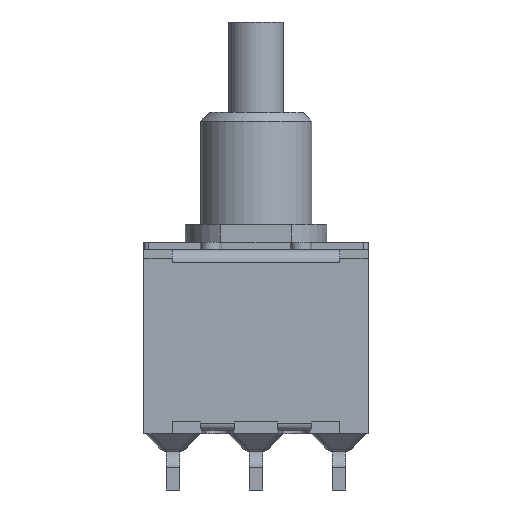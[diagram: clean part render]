
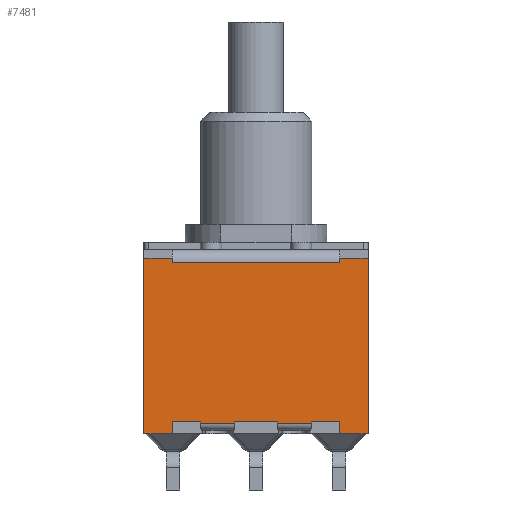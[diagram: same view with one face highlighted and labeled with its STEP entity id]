
A CAD part, front view. The second image highlights one B-rep face of the part: STEP entity #7481.
In plain terms, the highlighted planar face has unit normal (0, -1, 0).
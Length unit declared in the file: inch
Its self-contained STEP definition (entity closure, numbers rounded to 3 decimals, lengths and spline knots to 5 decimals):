
#3033=CARTESIAN_POINT('',(0.25,-0.13504,0.0));
#3034=VERTEX_POINT('',#3033);
#3041=CARTESIAN_POINT('',(0.18701,-0.13504,0.0));
#3042=VERTEX_POINT('',#3041);
#3043=CARTESIAN_POINT('',(0.25,-0.13504,0.0));
#3044=DIRECTION('',(-1.0,0.0,0.0));
#3045=VECTOR('',#3044,0.06299);
#3046=LINE('',#3043,#3045);
#3047=EDGE_CURVE('',#3034,#3042,#3046,.T.);
#3217=CARTESIAN_POINT('',(-0.18701,-0.13504,0.0));
#3218=VERTEX_POINT('',#3217);
#3225=CARTESIAN_POINT('',(-0.25,-0.13504,0.0));
#3226=VERTEX_POINT('',#3225);
#3227=CARTESIAN_POINT('',(-0.18701,-0.13504,0.0));
#3228=DIRECTION('',(-1.0,0.0,0.0));
#3229=VECTOR('',#3228,0.06299);
#3230=LINE('',#3227,#3229);
#3231=EDGE_CURVE('',#3218,#3226,#3230,.T.);
#4188=CARTESIAN_POINT('',(-0.04702,-0.13504,0.02756));
#4189=VERTEX_POINT('',#4188);
#4196=CARTESIAN_POINT('',(-0.04702,-0.13504,0.02323));
#4197=VERTEX_POINT('',#4196);
#4198=CARTESIAN_POINT('',(-0.04702,-0.13504,0.02323));
#4199=DIRECTION('',(0.0,0.0,1.0));
#4200=VECTOR('',#4199,0.00433);
#4201=LINE('',#4198,#4200);
#4202=EDGE_CURVE('',#4197,#4189,#4201,.T.);
#4245=CARTESIAN_POINT('',(0.04702,-0.13504,0.02323));
#4246=VERTEX_POINT('',#4245);
#4254=CARTESIAN_POINT('',(0.04702,-0.13504,0.02756));
#4255=VERTEX_POINT('',#4254);
#4256=CARTESIAN_POINT('',(0.04702,-0.13504,0.02756));
#4257=DIRECTION('',(0.0,0.0,-1.0));
#4258=VECTOR('',#4257,0.00433);
#4259=LINE('',#4256,#4258);
#4260=EDGE_CURVE('',#4255,#4246,#4259,.T.);
#6309=CARTESIAN_POINT('',(-0.12424,-0.13504,0.02323));
#6310=VERTEX_POINT('',#6309);
#6327=CARTESIAN_POINT('',(-0.04702,-0.13504,0.02323));
#6328=DIRECTION('',(-1.0,0.0,0.0));
#6329=VECTOR('',#6328,0.07721);
#6330=LINE('',#6327,#6329);
#6331=EDGE_CURVE('',#4197,#6310,#6330,.T.);
#6392=CARTESIAN_POINT('',(-0.12424,-0.13504,0.02756));
#6393=VERTEX_POINT('',#6392);
#6394=CARTESIAN_POINT('',(-0.12424,-0.13504,0.02756));
#6395=DIRECTION('',(0.0,0.0,-1.0));
#6396=VECTOR('',#6395,0.00433);
#6397=LINE('',#6394,#6396);
#6398=EDGE_CURVE('',#6393,#6310,#6397,.T.);
#6521=CARTESIAN_POINT('',(0.12424,-0.13504,0.02323));
#6522=VERTEX_POINT('',#6521);
#6530=CARTESIAN_POINT('',(0.12424,-0.13504,0.02323));
#6531=DIRECTION('',(-1.0,0.0,0.0));
#6532=VECTOR('',#6531,0.07721);
#6533=LINE('',#6530,#6532);
#6534=EDGE_CURVE('',#6522,#4246,#6533,.T.);
#6602=CARTESIAN_POINT('',(0.18701,-0.13504,0.02756));
#6603=VERTEX_POINT('',#6602);
#6610=CARTESIAN_POINT('',(0.12424,-0.13504,0.02756));
#6611=VERTEX_POINT('',#6610);
#6612=CARTESIAN_POINT('',(0.12424,-0.13504,0.02756));
#6613=DIRECTION('',(1.0,0.0,0.0));
#6614=VECTOR('',#6613,0.06277);
#6615=LINE('',#6612,#6614);
#6616=EDGE_CURVE('',#6611,#6603,#6615,.T.);
#6641=CARTESIAN_POINT('',(-0.18701,-0.13504,0.02756));
#6642=VERTEX_POINT('',#6641);
#6643=CARTESIAN_POINT('',(-0.18701,-0.13504,0.02756));
#6644=DIRECTION('',(1.0,0.0,0.0));
#6645=VECTOR('',#6644,0.06277);
#6646=LINE('',#6643,#6645);
#6647=EDGE_CURVE('',#6642,#6393,#6646,.T.);
#6670=CARTESIAN_POINT('',(-0.04702,-0.13504,0.02756));
#6671=DIRECTION('',(1.0,0.0,0.0));
#6672=VECTOR('',#6671,0.09405);
#6673=LINE('',#6670,#6672);
#6674=EDGE_CURVE('',#4189,#4255,#6673,.T.);
#6776=CARTESIAN_POINT('',(0.12424,-0.13504,0.02323));
#6777=DIRECTION('',(0.0,0.0,1.0));
#6778=VECTOR('',#6777,0.00433);
#6779=LINE('',#6776,#6778);
#6780=EDGE_CURVE('',#6522,#6611,#6779,.T.);
#6804=CARTESIAN_POINT('',(0.18701,-0.13504,0.38071));
#6805=VERTEX_POINT('',#6804);
#6816=CARTESIAN_POINT('',(-0.18701,-0.13504,0.38071));
#6817=VERTEX_POINT('',#6816);
#6825=CARTESIAN_POINT('',(-0.18701,-0.13504,0.38071));
#6826=DIRECTION('',(1.0,0.0,0.0));
#6827=VECTOR('',#6826,0.37402);
#6828=LINE('',#6825,#6827);
#6829=EDGE_CURVE('',#6817,#6805,#6828,.T.);
#7062=CARTESIAN_POINT('',(0.18701,-0.13504,0.39055));
#7063=VERTEX_POINT('',#7062);
#7070=CARTESIAN_POINT('',(0.25,-0.13504,0.39055));
#7071=VERTEX_POINT('',#7070);
#7072=CARTESIAN_POINT('',(0.25,-0.13504,0.39055));
#7073=DIRECTION('',(-1.0,0.0,0.0));
#7074=VECTOR('',#7073,0.06299);
#7075=LINE('',#7072,#7074);
#7076=EDGE_CURVE('',#7071,#7063,#7075,.T.);
#7118=CARTESIAN_POINT('',(-0.25,-0.13504,0.39055));
#7119=VERTEX_POINT('',#7118);
#7126=CARTESIAN_POINT('',(-0.18701,-0.13504,0.39055));
#7127=VERTEX_POINT('',#7126);
#7128=CARTESIAN_POINT('',(-0.18701,-0.13504,0.39055));
#7129=DIRECTION('',(-1.0,0.0,0.0));
#7130=VECTOR('',#7129,0.06299);
#7131=LINE('',#7128,#7130);
#7132=EDGE_CURVE('',#7127,#7119,#7131,.T.);
#7172=CARTESIAN_POINT('',(-0.18701,-0.13504,0.0));
#7173=DIRECTION('',(0.0,0.0,1.0));
#7174=VECTOR('',#7173,0.02756);
#7175=LINE('',#7172,#7174);
#7176=EDGE_CURVE('',#3218,#6642,#7175,.T.);
#7201=CARTESIAN_POINT('',(0.18701,-0.13504,0.0));
#7202=DIRECTION('',(0.0,0.0,1.0));
#7203=VECTOR('',#7202,0.02756);
#7204=LINE('',#7201,#7203);
#7205=EDGE_CURVE('',#3042,#6603,#7204,.T.);
#7216=CARTESIAN_POINT('',(0.18701,-0.13504,0.38071));
#7217=DIRECTION('',(0.0,0.0,1.0));
#7218=VECTOR('',#7217,0.00984);
#7219=LINE('',#7216,#7218);
#7220=EDGE_CURVE('',#6805,#7063,#7219,.T.);
#7435=CARTESIAN_POINT('',(-0.18701,-0.13504,0.38071));
#7436=DIRECTION('',(0.0,0.0,1.0));
#7437=VECTOR('',#7436,0.00984);
#7438=LINE('',#7435,#7437);
#7439=EDGE_CURVE('',#6817,#7127,#7438,.T.);
#7444=CARTESIAN_POINT('',(0.275,-0.13504,-0.01953));
#7445=DIRECTION('',(0.0,-1.0,0.0));
#7446=DIRECTION('',(0.0,0.0,-1.0));
#7447=AXIS2_PLACEMENT_3D('',#7444,#7445,#7446);
#7448=PLANE('',#7447);
#7449=ORIENTED_EDGE('',*,*,#7132,.T.);
#7450=CARTESIAN_POINT('',(-0.25,-0.13504,0.0));
#7451=DIRECTION('',(0.0,0.0,1.0));
#7452=VECTOR('',#7451,0.39055);
#7453=LINE('',#7450,#7452);
#7454=EDGE_CURVE('',#3226,#7119,#7453,.T.);
#7455=ORIENTED_EDGE('',*,*,#7454,.F.);
#7456=ORIENTED_EDGE('',*,*,#3231,.F.);
#7457=ORIENTED_EDGE('',*,*,#7176,.T.);
#7458=ORIENTED_EDGE('',*,*,#6647,.T.);
#7459=ORIENTED_EDGE('',*,*,#6398,.T.);
#7460=ORIENTED_EDGE('',*,*,#6331,.F.);
#7461=ORIENTED_EDGE('',*,*,#4202,.T.);
#7462=ORIENTED_EDGE('',*,*,#6674,.T.);
#7463=ORIENTED_EDGE('',*,*,#4260,.T.);
#7464=ORIENTED_EDGE('',*,*,#6534,.F.);
#7465=ORIENTED_EDGE('',*,*,#6780,.T.);
#7466=ORIENTED_EDGE('',*,*,#6616,.T.);
#7467=ORIENTED_EDGE('',*,*,#7205,.F.);
#7468=ORIENTED_EDGE('',*,*,#3047,.F.);
#7469=CARTESIAN_POINT('',(0.25,-0.13504,0.0));
#7470=DIRECTION('',(0.0,0.0,1.0));
#7471=VECTOR('',#7470,0.39055);
#7472=LINE('',#7469,#7471);
#7473=EDGE_CURVE('',#3034,#7071,#7472,.T.);
#7474=ORIENTED_EDGE('',*,*,#7473,.T.);
#7475=ORIENTED_EDGE('',*,*,#7076,.T.);
#7476=ORIENTED_EDGE('',*,*,#7220,.F.);
#7477=ORIENTED_EDGE('',*,*,#6829,.F.);
#7478=ORIENTED_EDGE('',*,*,#7439,.T.);
#7479=EDGE_LOOP('',(#7449,#7455,#7456,#7457,#7458,#7459,#7460,#7461,#7462,#7463,#7464,#7465,#7466,#7467,#7468,#7474,#7475,#7476,#7477,#7478));
#7480=FACE_OUTER_BOUND('',#7479,.T.);
#7481=ADVANCED_FACE('',(#7480),#7448,.T.);
